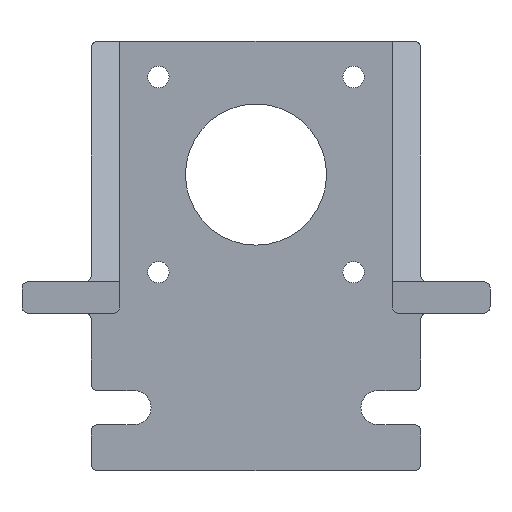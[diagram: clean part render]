
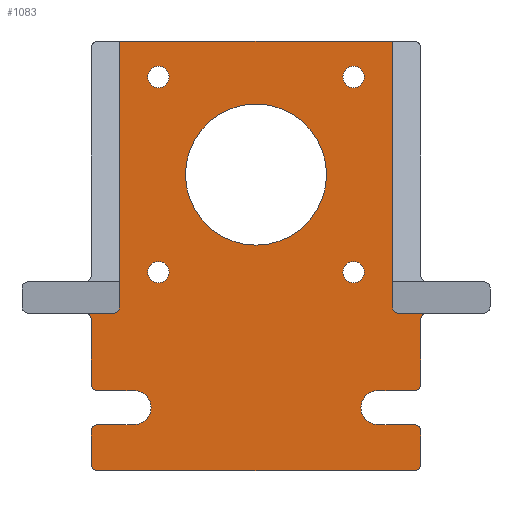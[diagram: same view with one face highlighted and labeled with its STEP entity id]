
A CAD part, front view. The second image highlights one B-rep face of the part: STEP entity #1083.
In plain terms, the highlighted planar face has unit normal (0, -1, 0).
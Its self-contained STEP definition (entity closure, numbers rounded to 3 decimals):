
#54=FACE_BOUND('',#192,.T.);
#55=FACE_BOUND('',#193,.T.);
#56=FACE_BOUND('',#194,.T.);
#57=FACE_BOUND('',#195,.T.);
#58=FACE_BOUND('',#196,.T.);
#77=PLANE('',#1207);
#126=FACE_OUTER_BOUND('',#191,.T.);
#191=EDGE_LOOP('',(#943,#944,#945,#946,#947,#948,#949,#950,#951,#952,#953,
#954,#955,#956,#957,#958,#959,#960,#961,#962,#963,#964,#965,#966,#967,#968));
#192=EDGE_LOOP('',(#969));
#193=EDGE_LOOP('',(#970));
#194=EDGE_LOOP('',(#971));
#195=EDGE_LOOP('',(#972));
#196=EDGE_LOOP('',(#973));
#249=LINE('',#1701,#348);
#256=LINE('',#1723,#355);
#260=LINE('',#1735,#359);
#270=LINE('',#1759,#369);
#271=LINE('',#1762,#370);
#274=LINE('',#1769,#373);
#281=LINE('',#1789,#380);
#284=LINE('',#1798,#383);
#293=LINE('',#1822,#392);
#296=LINE('',#1832,#395);
#297=LINE('',#1834,#396);
#298=LINE('',#1838,#397);
#299=LINE('',#1842,#398);
#300=LINE('',#1844,#399);
#348=VECTOR('',#1360,10.);
#355=VECTOR('',#1381,10.);
#359=VECTOR('',#1393,10.);
#369=VECTOR('',#1425,10.);
#370=VECTOR('',#1428,10.);
#373=VECTOR('',#1437,10.);
#380=VECTOR('',#1458,10.);
#383=VECTOR('',#1467,10.);
#392=VECTOR('',#1490,10.);
#395=VECTOR('',#1501,10.);
#396=VECTOR('',#1502,10.);
#397=VECTOR('',#1505,10.);
#398=VECTOR('',#1508,10.);
#399=VECTOR('',#1511,10.);
#436=CIRCLE('',#1141,1.7);
#438=CIRCLE('',#1145,1.7);
#440=CIRCLE('',#1149,1.7);
#442=CIRCLE('',#1153,1.7);
#443=CIRCLE('',#1159,1.);
#445=CIRCLE('',#1163,1.);
#449=CIRCLE('',#1170,1.);
#450=CIRCLE('',#1173,1.);
#451=CIRCLE('',#1175,1.);
#453=CIRCLE('',#1185,2.7);
#454=CIRCLE('',#1195,1.);
#456=CIRCLE('',#1199,1.);
#460=CIRCLE('',#1206,1.);
#461=CIRCLE('',#1208,1.);
#462=CIRCLE('',#1209,2.7);
#463=CIRCLE('',#1210,1.);
#464=CIRCLE('',#1211,11.2);
#508=VERTEX_POINT('',#1649);
#510=VERTEX_POINT('',#1657);
#512=VERTEX_POINT('',#1665);
#514=VERTEX_POINT('',#1673);
#520=VERTEX_POINT('',#1689);
#521=VERTEX_POINT('',#1693);
#522=VERTEX_POINT('',#1694);
#523=VERTEX_POINT('',#1699);
#526=VERTEX_POINT('',#1706);
#527=VERTEX_POINT('',#1708);
#533=VERTEX_POINT('',#1728);
#534=VERTEX_POINT('',#1730);
#535=VERTEX_POINT('',#1734);
#536=VERTEX_POINT('',#1738);
#537=VERTEX_POINT('',#1742);
#539=VERTEX_POINT('',#1761);
#540=VERTEX_POINT('',#1765);
#543=VERTEX_POINT('',#1779);
#547=VERTEX_POINT('',#1791);
#548=VERTEX_POINT('',#1792);
#549=VERTEX_POINT('',#1797);
#552=VERTEX_POINT('',#1804);
#553=VERTEX_POINT('',#1806);
#559=VERTEX_POINT('',#1826);
#560=VERTEX_POINT('',#1828);
#561=VERTEX_POINT('',#1833);
#562=VERTEX_POINT('',#1835);
#563=VERTEX_POINT('',#1837);
#564=VERTEX_POINT('',#1839);
#565=VERTEX_POINT('',#1841);
#566=VERTEX_POINT('',#1845);
#612=EDGE_CURVE('',#508,#508,#436,.T.);
#616=EDGE_CURVE('',#510,#510,#438,.T.);
#620=EDGE_CURVE('',#512,#512,#440,.T.);
#624=EDGE_CURVE('',#514,#514,#442,.T.);
#633=EDGE_CURVE('',#521,#522,#443,.T.);
#637=EDGE_CURVE('',#522,#523,#249,.T.);
#640=EDGE_CURVE('',#527,#526,#445,.F.);
#648=EDGE_CURVE('',#521,#526,#256,.T.);
#652=EDGE_CURVE('',#534,#533,#449,.T.);
#654=EDGE_CURVE('',#535,#534,#260,.T.);
#656=EDGE_CURVE('',#536,#535,#450,.T.);
#659=EDGE_CURVE('',#523,#537,#451,.T.);
#667=EDGE_CURVE('',#527,#520,#270,.F.);
#668=EDGE_CURVE('',#539,#536,#271,.T.);
#670=EDGE_CURVE('',#539,#540,#453,.T.);
#672=EDGE_CURVE('',#540,#537,#274,.T.);
#681=EDGE_CURVE('',#543,#520,#281,.T.);
#682=EDGE_CURVE('',#547,#548,#454,.T.);
#685=EDGE_CURVE('',#548,#549,#284,.T.);
#689=EDGE_CURVE('',#552,#553,#456,.F.);
#698=EDGE_CURVE('',#547,#553,#293,.T.);
#701=EDGE_CURVE('',#559,#560,#460,.T.);
#703=EDGE_CURVE('',#560,#533,#296,.T.);
#704=EDGE_CURVE('',#561,#559,#297,.T.);
#705=EDGE_CURVE('',#562,#561,#461,.T.);
#706=EDGE_CURVE('',#563,#562,#298,.T.);
#707=EDGE_CURVE('',#563,#564,#462,.T.);
#708=EDGE_CURVE('',#564,#565,#299,.T.);
#709=EDGE_CURVE('',#549,#565,#463,.T.);
#710=EDGE_CURVE('',#552,#543,#300,.F.);
#711=EDGE_CURVE('',#566,#566,#464,.T.);
#943=ORIENTED_EDGE('',*,*,#681,.T.);
#944=ORIENTED_EDGE('',*,*,#667,.F.);
#945=ORIENTED_EDGE('',*,*,#640,.T.);
#946=ORIENTED_EDGE('',*,*,#648,.F.);
#947=ORIENTED_EDGE('',*,*,#633,.T.);
#948=ORIENTED_EDGE('',*,*,#637,.T.);
#949=ORIENTED_EDGE('',*,*,#659,.T.);
#950=ORIENTED_EDGE('',*,*,#672,.F.);
#951=ORIENTED_EDGE('',*,*,#670,.F.);
#952=ORIENTED_EDGE('',*,*,#668,.T.);
#953=ORIENTED_EDGE('',*,*,#656,.T.);
#954=ORIENTED_EDGE('',*,*,#654,.T.);
#955=ORIENTED_EDGE('',*,*,#652,.T.);
#956=ORIENTED_EDGE('',*,*,#703,.F.);
#957=ORIENTED_EDGE('',*,*,#701,.F.);
#958=ORIENTED_EDGE('',*,*,#704,.F.);
#959=ORIENTED_EDGE('',*,*,#705,.F.);
#960=ORIENTED_EDGE('',*,*,#706,.F.);
#961=ORIENTED_EDGE('',*,*,#707,.T.);
#962=ORIENTED_EDGE('',*,*,#708,.T.);
#963=ORIENTED_EDGE('',*,*,#709,.F.);
#964=ORIENTED_EDGE('',*,*,#685,.F.);
#965=ORIENTED_EDGE('',*,*,#682,.F.);
#966=ORIENTED_EDGE('',*,*,#698,.T.);
#967=ORIENTED_EDGE('',*,*,#689,.F.);
#968=ORIENTED_EDGE('',*,*,#710,.T.);
#969=ORIENTED_EDGE('',*,*,#711,.F.);
#970=ORIENTED_EDGE('',*,*,#612,.T.);
#971=ORIENTED_EDGE('',*,*,#624,.T.);
#972=ORIENTED_EDGE('',*,*,#620,.F.);
#973=ORIENTED_EDGE('',*,*,#616,.F.);
#1083=ADVANCED_FACE('',(#126,#54,#55,#56,#57,#58),#77,.F.);
#1141=AXIS2_PLACEMENT_3D('',#1651,#1305,#1306);
#1145=AXIS2_PLACEMENT_3D('',#1659,#1315,#1316);
#1149=AXIS2_PLACEMENT_3D('',#1667,#1325,#1326);
#1153=AXIS2_PLACEMENT_3D('',#1675,#1335,#1336);
#1159=AXIS2_PLACEMENT_3D('',#1695,#1353,#1354);
#1163=AXIS2_PLACEMENT_3D('',#1709,#1366,#1367);
#1170=AXIS2_PLACEMENT_3D('',#1731,#1388,#1389);
#1173=AXIS2_PLACEMENT_3D('',#1739,#1397,#1398);
#1175=AXIS2_PLACEMENT_3D('',#1744,#1403,#1404);
#1185=AXIS2_PLACEMENT_3D('',#1766,#1432,#1433);
#1195=AXIS2_PLACEMENT_3D('',#1793,#1461,#1462);
#1199=AXIS2_PLACEMENT_3D('',#1807,#1474,#1475);
#1206=AXIS2_PLACEMENT_3D('',#1829,#1496,#1497);
#1207=AXIS2_PLACEMENT_3D('',#1831,#1499,#1500);
#1208=AXIS2_PLACEMENT_3D('',#1836,#1503,#1504);
#1209=AXIS2_PLACEMENT_3D('',#1840,#1506,#1507);
#1210=AXIS2_PLACEMENT_3D('',#1843,#1509,#1510);
#1211=AXIS2_PLACEMENT_3D('',#1846,#1512,#1513);
#1305=DIRECTION('center_axis',(0.,1.,0.));
#1306=DIRECTION('ref_axis',(-1.,0.,0.));
#1315=DIRECTION('center_axis',(0.,-1.,0.));
#1316=DIRECTION('ref_axis',(1.,0.,0.));
#1325=DIRECTION('center_axis',(0.,-1.,0.));
#1326=DIRECTION('ref_axis',(1.,0.,0.));
#1335=DIRECTION('center_axis',(0.,1.,0.));
#1336=DIRECTION('ref_axis',(-1.,0.,0.));
#1353=DIRECTION('center_axis',(0.,1.,0.));
#1354=DIRECTION('ref_axis',(0.707,0.,0.707));
#1360=DIRECTION('',(0.,0.,-1.));
#1366=DIRECTION('center_axis',(0.,-1.,0.));
#1367=DIRECTION('ref_axis',(0.707,0.,-0.707));
#1381=DIRECTION('',(1.,0.,0.));
#1388=DIRECTION('center_axis',(0.,-1.,0.));
#1389=DIRECTION('ref_axis',(-0.707,0.,-0.707));
#1393=DIRECTION('',(0.,0.,-1.));
#1397=DIRECTION('center_axis',(0.,-1.,0.));
#1398=DIRECTION('ref_axis',(-0.707,0.,0.707));
#1403=DIRECTION('center_axis',(0.,-1.,0.));
#1404=DIRECTION('ref_axis',(-0.707,0.,-0.707));
#1425=DIRECTION('',(0.,0.,-1.));
#1428=DIRECTION('',(-1.,0.,0.));
#1432=DIRECTION('center_axis',(0.,-1.,0.));
#1433=DIRECTION('ref_axis',(-1.,0.,0.));
#1437=DIRECTION('',(-1.,0.,0.));
#1458=DIRECTION('',(-1.,0.,0.));
#1461=DIRECTION('center_axis',(0.,-1.,0.));
#1462=DIRECTION('ref_axis',(-0.707,0.,0.707));
#1467=DIRECTION('',(0.,0.,-1.));
#1474=DIRECTION('center_axis',(0.,1.,0.));
#1475=DIRECTION('ref_axis',(-0.707,0.,-0.707));
#1490=DIRECTION('',(-1.,0.,0.));
#1496=DIRECTION('center_axis',(0.,1.,0.));
#1497=DIRECTION('ref_axis',(0.707,0.,-0.707));
#1499=DIRECTION('center_axis',(0.,1.,0.));
#1500=DIRECTION('ref_axis',(1.,0.,0.));
#1501=DIRECTION('',(-1.,0.,0.));
#1502=DIRECTION('',(0.,0.,-1.));
#1503=DIRECTION('center_axis',(0.,1.,0.));
#1504=DIRECTION('ref_axis',(0.707,0.,0.707));
#1505=DIRECTION('',(1.,0.,0.));
#1506=DIRECTION('center_axis',(0.,1.,0.));
#1507=DIRECTION('ref_axis',(1.,0.,0.));
#1508=DIRECTION('',(1.,0.,0.));
#1509=DIRECTION('center_axis',(0.,1.,0.));
#1510=DIRECTION('ref_axis',(0.707,0.,-0.707));
#1511=DIRECTION('',(0.,0.,-1.));
#1512=DIRECTION('center_axis',(0.,-1.,0.));
#1513=DIRECTION('ref_axis',(-1.,0.,0.));
#1649=CARTESIAN_POINT('',(-13.8,0.,15.5));
#1651=CARTESIAN_POINT('Origin',(-15.5,0.,15.5));
#1657=CARTESIAN_POINT('',(13.8,0.,15.5));
#1659=CARTESIAN_POINT('Origin',(15.5,0.,15.5));
#1665=CARTESIAN_POINT('',(13.8,0.,-15.5));
#1667=CARTESIAN_POINT('Origin',(15.5,0.,-15.5));
#1673=CARTESIAN_POINT('',(-13.8,0.,-15.5));
#1675=CARTESIAN_POINT('Origin',(-15.5,0.,-15.5));
#1689=CARTESIAN_POINT('',(-21.65,0.,21.15));
#1693=CARTESIAN_POINT('',(-27.15,0.,-22.));
#1694=CARTESIAN_POINT('',(-26.15,0.,-23.));
#1695=CARTESIAN_POINT('Origin',(-27.15,0.,-23.));
#1699=CARTESIAN_POINT('',(-26.15,0.,-33.3));
#1701=CARTESIAN_POINT('',(-26.15,0.,-22.));
#1706=CARTESIAN_POINT('',(-22.65,0.,-22.));
#1708=CARTESIAN_POINT('',(-21.65,0.,-21.));
#1709=CARTESIAN_POINT('Origin',(-22.65,0.,-21.));
#1723=CARTESIAN_POINT('',(-19.863,0.,-22.));
#1728=CARTESIAN_POINT('',(-25.15,0.,-47.));
#1730=CARTESIAN_POINT('',(-26.15,0.,-46.));
#1731=CARTESIAN_POINT('Origin',(-25.15,0.,-46.));
#1734=CARTESIAN_POINT('',(-26.15,0.,-40.7));
#1735=CARTESIAN_POINT('',(-26.15,0.,-22.));
#1738=CARTESIAN_POINT('',(-25.15,0.,-39.7));
#1739=CARTESIAN_POINT('Origin',(-25.15,0.,-40.7));
#1742=CARTESIAN_POINT('',(-25.15,0.,-34.3));
#1744=CARTESIAN_POINT('Origin',(-25.15,0.,-33.3));
#1759=CARTESIAN_POINT('',(-21.65,0.,-15.175));
#1761=CARTESIAN_POINT('',(-19.35,0.,-39.7));
#1762=CARTESIAN_POINT('',(-19.35,0.,-39.7));
#1765=CARTESIAN_POINT('',(-19.35,0.,-34.3));
#1766=CARTESIAN_POINT('Origin',(-19.35,0.,-37.));
#1769=CARTESIAN_POINT('',(-19.35,0.,-34.3));
#1779=CARTESIAN_POINT('',(21.65,0.,21.15));
#1789=CARTESIAN_POINT('',(26.15,0.,21.15));
#1791=CARTESIAN_POINT('',(27.15,0.,-22.));
#1792=CARTESIAN_POINT('',(26.15,0.,-23.));
#1793=CARTESIAN_POINT('Origin',(27.15,0.,-23.));
#1797=CARTESIAN_POINT('',(26.15,0.,-33.3));
#1798=CARTESIAN_POINT('',(26.15,0.,-22.));
#1804=CARTESIAN_POINT('',(21.65,0.,-21.));
#1806=CARTESIAN_POINT('',(22.65,0.,-22.));
#1807=CARTESIAN_POINT('Origin',(22.65,0.,-21.));
#1822=CARTESIAN_POINT('',(19.863,0.,-22.));
#1826=CARTESIAN_POINT('',(26.15,0.,-46.));
#1828=CARTESIAN_POINT('',(25.15,0.,-47.));
#1829=CARTESIAN_POINT('Origin',(25.15,0.,-46.));
#1831=CARTESIAN_POINT('Origin',(18.575,0.,-13.35));
#1832=CARTESIAN_POINT('',(26.15,0.,-47.));
#1833=CARTESIAN_POINT('',(26.15,0.,-40.7));
#1834=CARTESIAN_POINT('',(26.15,0.,-22.));
#1835=CARTESIAN_POINT('',(25.15,0.,-39.7));
#1836=CARTESIAN_POINT('Origin',(25.15,0.,-40.7));
#1837=CARTESIAN_POINT('',(19.35,0.,-39.7));
#1838=CARTESIAN_POINT('',(19.35,0.,-39.7));
#1839=CARTESIAN_POINT('',(19.35,0.,-34.3));
#1840=CARTESIAN_POINT('Origin',(19.35,0.,-37.));
#1841=CARTESIAN_POINT('',(25.15,0.,-34.3));
#1842=CARTESIAN_POINT('',(19.35,0.,-34.3));
#1843=CARTESIAN_POINT('Origin',(25.15,0.,-33.3));
#1844=CARTESIAN_POINT('',(21.65,0.,-15.175));
#1845=CARTESIAN_POINT('',(-11.2,0.,0.));
#1846=CARTESIAN_POINT('Origin',(0.,0.,0.));
